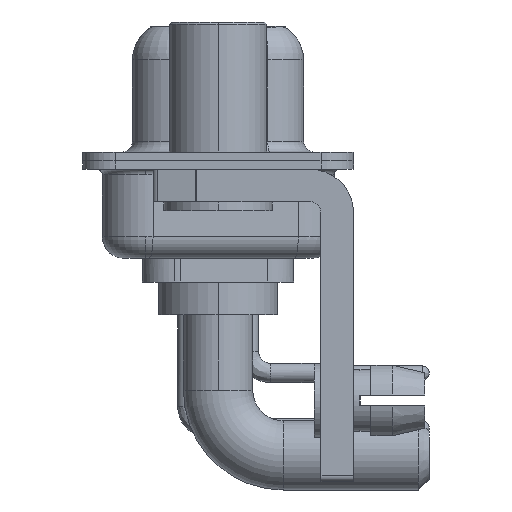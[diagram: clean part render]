
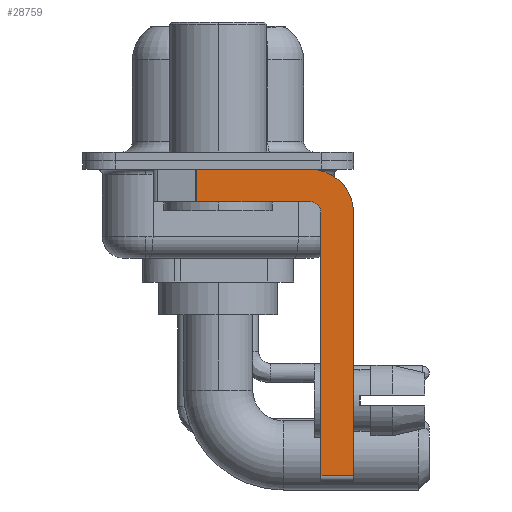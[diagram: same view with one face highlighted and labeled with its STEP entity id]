
A CAD part, left-side view. The second image highlights one B-rep face of the part: STEP entity #28759.
In plain terms, the highlighted planar face has unit normal (-1, 0, 0).
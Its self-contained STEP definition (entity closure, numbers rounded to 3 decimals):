
#187 = EDGE_CURVE ( 'NONE', #20464, #18899, #2676, .T. ) ;
#843 = EDGE_CURVE ( 'NONE', #18899, #10196, #2720, .T. ) ;
#914 = AXIS2_PLACEMENT_3D ( 'NONE', #16889, #3858, #10143 ) ;
#1141 = ORIENTED_EDGE ( 'NONE', *, *, #11241, .T. ) ;
#1217 = PLANE ( 'NONE',  #914 ) ;
#1249 = AXIS2_PLACEMENT_3D ( 'NONE', #24046, #10556, #22387 ) ;
#1511 = DIRECTION ( 'NONE',  ( 0., 0., -1. ) ) ;
#1987 = LINE ( 'NONE', #17061, #22246 ) ;
#2121 = EDGE_LOOP ( 'NONE', ( #16864, #1141, #5909, #5858, #18242, #7913, #6611, #24876 ) ) ;
#2305 = VECTOR ( 'NONE', #22653, 1000. ) ;
#2541 = VERTEX_POINT ( 'NONE', #15727 ) ;
#2676 = CIRCLE ( 'NONE', #1249, 0.5 ) ;
#2720 = LINE ( 'NONE', #9459, #26539 ) ;
#3106 = VERTEX_POINT ( 'NONE', #19226 ) ;
#3707 = EDGE_CURVE ( 'NONE', #20146, #5827, #4795, .T. ) ;
#3858 = DIRECTION ( 'NONE',  ( 1., 0., 0. ) ) ;
#4538 = DIRECTION ( 'NONE',  ( 0., 0., -1. ) ) ;
#4795 = LINE ( 'NONE', #25128, #2305 ) ;
#5827 = VERTEX_POINT ( 'NONE', #23189 ) ;
#5858 = ORIENTED_EDGE ( 'NONE', *, *, #187, .F. ) ;
#5909 = ORIENTED_EDGE ( 'NONE', *, *, #843, .F. ) ;
#6611 = ORIENTED_EDGE ( 'NONE', *, *, #14834, .F. ) ;
#6850 = DIRECTION ( 'NONE',  ( 0., 0., -1. ) ) ;
#7913 = ORIENTED_EDGE ( 'NONE', *, *, #3707, .T. ) ;
#8436 = DIRECTION ( 'NONE',  ( 0., -1., 0. ) ) ;
#9459 = CARTESIAN_POINT ( 'NONE',  ( -2.9, -4.25, -1.9 ) ) ;
#10143 = DIRECTION ( 'NONE',  ( 0., 0., -1. ) ) ;
#10196 = VERTEX_POINT ( 'NONE', #14530 ) ;
#10556 = DIRECTION ( 'NONE',  ( -1., 0., 0. ) ) ;
#11241 = EDGE_CURVE ( 'NONE', #2541, #10196, #13878, .T. ) ;
#13100 = VECTOR ( 'NONE', #24238, 1000. ) ;
#13388 = CARTESIAN_POINT ( 'NONE',  ( -2.9, -4.75, -14.8 ) ) ;
#13878 = LINE ( 'NONE', #22827, #28122 ) ;
#14278 = CARTESIAN_POINT ( 'NONE',  ( -2.9, -4.25, -1.9 ) ) ;
#14530 = CARTESIAN_POINT ( 'NONE',  ( -2.9, 0.978, -1.9 ) ) ;
#14541 = DIRECTION ( 'NONE',  ( 1., 0., 0. ) ) ;
#14834 = EDGE_CURVE ( 'NONE', #3106, #5827, #27198, .T. ) ;
#15363 = EDGE_CURVE ( 'NONE', #20146, #20464, #22627, .T. ) ;
#15727 = CARTESIAN_POINT ( 'NONE',  ( -2.9, 0.978, -0.4 ) ) ;
#16864 = ORIENTED_EDGE ( 'NONE', *, *, #23786, .F. ) ;
#16889 = CARTESIAN_POINT ( 'NONE',  ( -2.9, -4.25, -2.4 ) ) ;
#17061 = CARTESIAN_POINT ( 'NONE',  ( -2.9, 3., -0.4 ) ) ;
#18242 = ORIENTED_EDGE ( 'NONE', *, *, #15363, .F. ) ;
#18268 = CARTESIAN_POINT ( 'NONE',  ( -2.9, -6.25, -2.4 ) ) ;
#18394 = DIRECTION ( 'NONE',  ( 0., 1., 0. ) ) ;
#18899 = VERTEX_POINT ( 'NONE', #14278 ) ;
#19226 = CARTESIAN_POINT ( 'NONE',  ( -2.9, -6.25, -2.4 ) ) ;
#19635 = CIRCLE ( 'NONE', #27603, 2. ) ;
#20146 = VERTEX_POINT ( 'NONE', #23572 ) ;
#20464 = VERTEX_POINT ( 'NONE', #23341 ) ;
#21279 = FACE_OUTER_BOUND ( 'NONE', #2121, .T. ) ;
#21951 = VECTOR ( 'NONE', #6850, 1000. ) ;
#22246 = VECTOR ( 'NONE', #8436, 1000. ) ;
#22387 = DIRECTION ( 'NONE',  ( 0., 0., 1. ) ) ;
#22627 = LINE ( 'NONE', #13388, #13100 ) ;
#22653 = DIRECTION ( 'NONE',  ( 0., -1., 0. ) ) ;
#22827 = CARTESIAN_POINT ( 'NONE',  ( -2.9, 0.978, -1.9 ) ) ;
#22832 = CARTESIAN_POINT ( 'NONE',  ( -2.9, -4.25, -0.4 ) ) ;
#22945 = VERTEX_POINT ( 'NONE', #22832 ) ;
#23189 = CARTESIAN_POINT ( 'NONE',  ( -2.9, -6.25, -14.55 ) ) ;
#23341 = CARTESIAN_POINT ( 'NONE',  ( -2.9, -4.75, -2.4 ) ) ;
#23572 = CARTESIAN_POINT ( 'NONE',  ( -2.9, -4.75, -14.55 ) ) ;
#23786 = EDGE_CURVE ( 'NONE', #2541, #22945, #1987, .T. ) ;
#24046 = CARTESIAN_POINT ( 'NONE',  ( -2.9, -4.25, -2.4 ) ) ;
#24238 = DIRECTION ( 'NONE',  ( 0., 0., 1. ) ) ;
#24876 = ORIENTED_EDGE ( 'NONE', *, *, #28726, .F. ) ;
#25128 = CARTESIAN_POINT ( 'NONE',  ( -2.9, -4.25, -14.55 ) ) ;
#26406 = CARTESIAN_POINT ( 'NONE',  ( -2.9, -4.25, -2.4 ) ) ;
#26539 = VECTOR ( 'NONE', #18394, 1000. ) ;
#27198 = LINE ( 'NONE', #18268, #21951 ) ;
#27603 = AXIS2_PLACEMENT_3D ( 'NONE', #26406, #14541, #1511 ) ;
#28122 = VECTOR ( 'NONE', #4538, 1000. ) ;
#28726 = EDGE_CURVE ( 'NONE', #22945, #3106, #19635, .T. ) ;
#28759 = ADVANCED_FACE ( 'NONE', ( #21279 ), #1217, .F. ) ;
